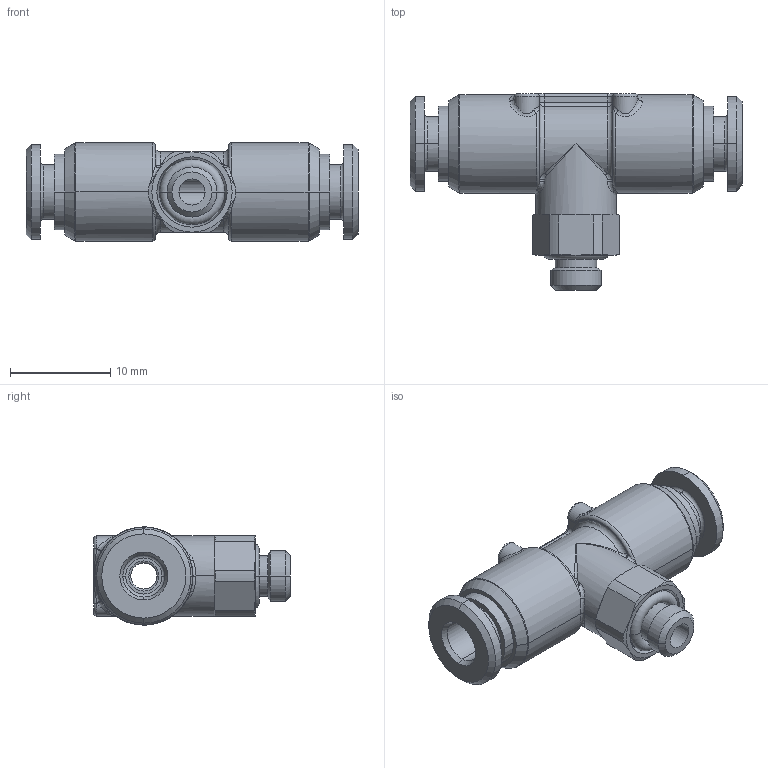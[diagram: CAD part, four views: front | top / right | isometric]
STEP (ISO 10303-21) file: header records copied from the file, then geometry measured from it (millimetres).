
FILE_DESCRIPTION(( 'MXM.21.04.M5.stp' ), '1');
FILE_NAME( 'MXM.21.04.M5.stp', '2018-09-04T16:08:34',( 'Sopra'),('sopra-pneumatic.com'), 'SwSTEP 2.0','SolidWorks 2009','' );
FILE_SCHEMA(('CONFIG_CONTROL_DESIGN'));
Length unit declared in the file: millimetre
Products named in the file (1): 384303B_921X4M-4FF-M5
Bounding box: 33.1 x 19.6 x 9.8 mm (x, y, z)
Volume: 2035.9 mm3; surface area: 2305.3 mm2
Topology: 2 solids, 2 shells, 254 faces, 597 edges, 350 vertices
Faces by surface type: cylinder 80, plane 50, torus 48, cone 40, bspline 28, sphere 8
Entity records: 9700 total; most frequent: CARTESIAN_POINT 3904, DIRECTION 1265, ORIENTED_EDGE 1194, EDGE_CURVE 597, AXIS2_PLACEMENT_3D 542, VERTEX_POINT 350, CIRCLE 316, EDGE_LOOP 271
